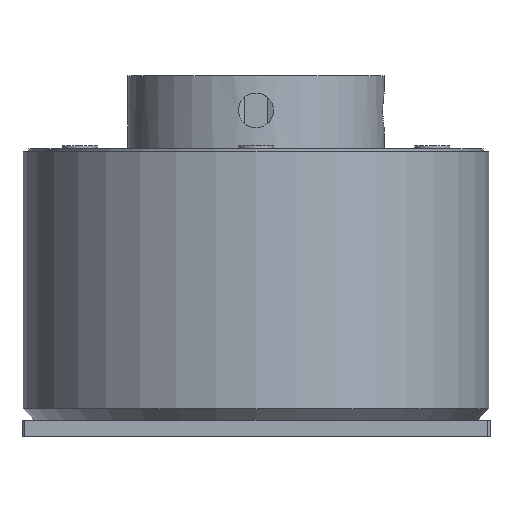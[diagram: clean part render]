
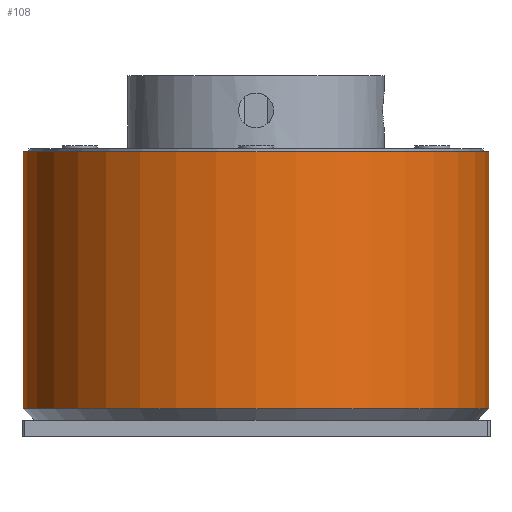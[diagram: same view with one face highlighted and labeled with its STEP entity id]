
A CAD part, front view. The second image highlights one B-rep face of the part: STEP entity #108.
In plain terms, the highlighted cylindrical face has radius 20 mm (diameter 40 mm), a partial arc.
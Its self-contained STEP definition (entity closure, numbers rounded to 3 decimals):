
#108 = ADVANCED_FACE ( 'NONE', ( #1188 ), #1184, .T. ) ;
#109 = EDGE_LOOP ( 'NONE', ( #114, #115, #117, #118 ) ) ;
#114 = ORIENTED_EDGE ( 'NONE', *, *, #1060, .F. ) ;
#115 = ORIENTED_EDGE ( 'NONE', *, *, #116, .F. ) ;
#116 = EDGE_CURVE ( 'NONE', #1058, #1057, #1199, .T. ) ;
#117 = ORIENTED_EDGE ( 'NONE', *, *, #1063, .T. ) ;
#118 = ORIENTED_EDGE ( 'NONE', *, *, #119, .F. ) ;
#119 = EDGE_CURVE ( 'NONE', #962, #638, #1194, .T. ) ;
#638 = VERTEX_POINT ( 'NONE', #2186 ) ;
#962 = VERTEX_POINT ( 'NONE', #2887 ) ;
#1057 = VERTEX_POINT ( 'NONE', #3028 ) ;
#1058 = VERTEX_POINT ( 'NONE', #3027 ) ;
#1060 = EDGE_CURVE ( 'NONE', #1057, #962, #3026, .T. ) ;
#1063 = EDGE_CURVE ( 'NONE', #1058, #638, #3017, .T. ) ;
#1173 = DIRECTION ( 'NONE',  ( -1., 0., 0. ) ) ;
#1179 = DIRECTION ( 'NONE',  ( -1., 0., 0. ) ) ;
#1180 = DIRECTION ( 'NONE',  ( 0., 0., -1. ) ) ;
#1181 = AXIS2_PLACEMENT_3D ( 'NONE', #1183, #1180, #1179 ) ;
#1183 = CARTESIAN_POINT ( 'NONE',  ( 0., 0., 21.8 ) ) ;
#1184 = CYLINDRICAL_SURFACE ( 'NONE', #1181, 20. ) ;
#1188 = FACE_OUTER_BOUND ( 'NONE', #109, .T. ) ;
#1191 = DIRECTION ( 'NONE',  ( 0., 0., -1. ) ) ;
#1192 = CARTESIAN_POINT ( 'NONE',  ( 0., 0., 2.4 ) ) ;
#1193 = AXIS2_PLACEMENT_3D ( 'NONE', #1192, #1191, #1173 ) ;
#1194 = CIRCLE ( 'NONE', #1193, 20. ) ;
#1195 = DIRECTION ( 'NONE',  ( 1., 0., 0. ) ) ;
#1196 = DIRECTION ( 'NONE',  ( 0., 0., 1. ) ) ;
#1197 = CARTESIAN_POINT ( 'NONE',  ( 0., 0., 24.45 ) ) ;
#1198 = AXIS2_PLACEMENT_3D ( 'NONE', #1197, #1196, #1195 ) ;
#1199 = CIRCLE ( 'NONE', #1198, 20. ) ;
#2186 = CARTESIAN_POINT ( 'NONE',  ( -20., 0., 2.4 ) ) ;
#2887 = CARTESIAN_POINT ( 'NONE',  ( 20., 0., 2.4 ) ) ;
#3014 = DIRECTION ( 'NONE',  ( 0., 0., -1. ) ) ;
#3015 = VECTOR ( 'NONE', #3014, 1000. ) ;
#3016 = CARTESIAN_POINT ( 'NONE',  ( -20., 0., 21.8 ) ) ;
#3017 = LINE ( 'NONE', #3016, #3015 ) ;
#3023 = DIRECTION ( 'NONE',  ( 0., 0., -1. ) ) ;
#3024 = VECTOR ( 'NONE', #3023, 1000. ) ;
#3025 = CARTESIAN_POINT ( 'NONE',  ( 20., 0., 21.8 ) ) ;
#3026 = LINE ( 'NONE', #3025, #3024 ) ;
#3027 = CARTESIAN_POINT ( 'NONE',  ( -20., 0., 24.45 ) ) ;
#3028 = CARTESIAN_POINT ( 'NONE',  ( 20., 0., 24.45 ) ) ;
